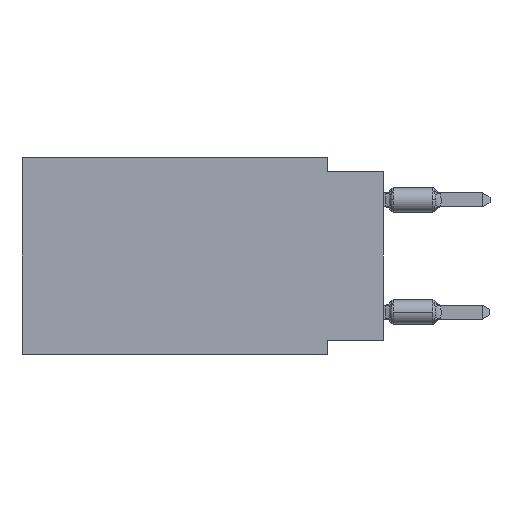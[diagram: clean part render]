
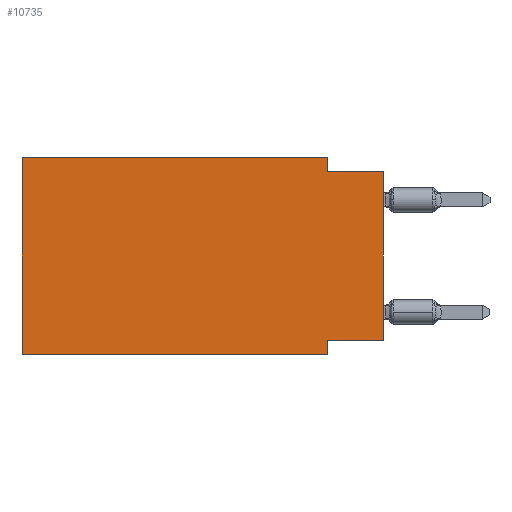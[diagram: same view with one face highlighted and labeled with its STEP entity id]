
A CAD part, left-side view. The second image highlights one B-rep face of the part: STEP entity #10735.
In plain terms, the highlighted planar face has unit normal (-1, 0, 0).
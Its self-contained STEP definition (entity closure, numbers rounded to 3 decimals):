
#133 = DIRECTION ( 'NONE',  ( 0., -1., 0. ) ) ;
#212 = PLANE ( 'NONE',  #10031 ) ;
#587 = VECTOR ( 'NONE', #4577, 1000. ) ;
#633 = VERTEX_POINT ( 'NONE', #13410 ) ;
#926 = CARTESIAN_POINT ( 'NONE',  ( 0., 2.54, -0.635 ) ) ;
#1045 = VECTOR ( 'NONE', #133, 1000. ) ;
#1132 = DIRECTION ( 'NONE',  ( 0., 0., 1. ) ) ;
#1224 = DIRECTION ( 'NONE',  ( 1., 0., 0. ) ) ;
#1307 = ORIENTED_EDGE ( 'NONE', *, *, #9953, .T. ) ;
#1480 = CARTESIAN_POINT ( 'NONE',  ( 0., 16.383, 0. ) ) ;
#1963 = EDGE_LOOP ( 'NONE', ( #1307, #7656, #11344, #12982, #3352, #13447, #15064, #10689 ) ) ;
#2181 = DIRECTION ( 'NONE',  ( 0., 0., 1. ) ) ;
#2312 = CARTESIAN_POINT ( 'NONE',  ( 0., 16.383, 0. ) ) ;
#2402 = CARTESIAN_POINT ( 'NONE',  ( 0., 2.54, -8.89 ) ) ;
#3054 = LINE ( 'NONE', #7727, #14239 ) ;
#3352 = ORIENTED_EDGE ( 'NONE', *, *, #11107, .F. ) ;
#3786 = VERTEX_POINT ( 'NONE', #6853 ) ;
#4542 = LINE ( 'NONE', #14019, #11218 ) ;
#4577 = DIRECTION ( 'NONE',  ( 0., 1., 0. ) ) ;
#5012 = VECTOR ( 'NONE', #13045, 1000. ) ;
#5361 = CARTESIAN_POINT ( 'NONE',  ( 0., 16.383, -8.89 ) ) ;
#5402 = VERTEX_POINT ( 'NONE', #926 ) ;
#6029 = LINE ( 'NONE', #7121, #1045 ) ;
#6040 = FACE_OUTER_BOUND ( 'NONE', #1963, .T. ) ;
#6346 = VECTOR ( 'NONE', #10968, 1000. ) ;
#6556 = EDGE_CURVE ( 'NONE', #5402, #11255, #4542, .T. ) ;
#6768 = EDGE_CURVE ( 'NONE', #10695, #5402, #3054, .T. ) ;
#6853 = CARTESIAN_POINT ( 'NONE',  ( 0., 2.54, -8.89 ) ) ;
#7121 = CARTESIAN_POINT ( 'NONE',  ( 0., 16.383, -8.89 ) ) ;
#7656 = ORIENTED_EDGE ( 'NONE', *, *, #6556, .F. ) ;
#7727 = CARTESIAN_POINT ( 'NONE',  ( 0., 2.54, 0. ) ) ;
#8284 = CARTESIAN_POINT ( 'NONE',  ( 0., 0., -8.255 ) ) ;
#8290 = CARTESIAN_POINT ( 'NONE',  ( 0., 16.383, 0. ) ) ;
#8357 = DIRECTION ( 'NONE',  ( 0., -1., 0. ) ) ;
#8440 = VECTOR ( 'NONE', #2181, 1000. ) ;
#8709 = LINE ( 'NONE', #1480, #6346 ) ;
#9343 = LINE ( 'NONE', #9489, #8440 ) ;
#9489 = CARTESIAN_POINT ( 'NONE',  ( 0., 0., 0. ) ) ;
#9516 = VERTEX_POINT ( 'NONE', #8284 ) ;
#9953 = EDGE_CURVE ( 'NONE', #9516, #11255, #9343, .T. ) ;
#10031 = AXIS2_PLACEMENT_3D ( 'NONE', #2312, #1224, #10794 ) ;
#10563 = EDGE_CURVE ( 'NONE', #9516, #13674, #15300, .T. ) ;
#10689 = ORIENTED_EDGE ( 'NONE', *, *, #10563, .F. ) ;
#10695 = VERTEX_POINT ( 'NONE', #11875 ) ;
#10735 = ADVANCED_FACE ( 'NONE', ( #6040 ), #212, .F. ) ;
#10794 = DIRECTION ( 'NONE',  ( 0., 0., -1. ) ) ;
#10968 = DIRECTION ( 'NONE',  ( 0., -1., 0. ) ) ;
#11107 = EDGE_CURVE ( 'NONE', #11641, #633, #15281, .T. ) ;
#11218 = VECTOR ( 'NONE', #8357, 1000. ) ;
#11255 = VERTEX_POINT ( 'NONE', #11443 ) ;
#11344 = ORIENTED_EDGE ( 'NONE', *, *, #6768, .F. ) ;
#11443 = CARTESIAN_POINT ( 'NONE',  ( 0., 0., -0.635 ) ) ;
#11578 = CARTESIAN_POINT ( 'NONE',  ( 0., 0., -8.255 ) ) ;
#11641 = VERTEX_POINT ( 'NONE', #5361 ) ;
#11875 = CARTESIAN_POINT ( 'NONE',  ( 0., 2.54, 0. ) ) ;
#12982 = ORIENTED_EDGE ( 'NONE', *, *, #15312, .F. ) ;
#13045 = DIRECTION ( 'NONE',  ( 0., 0., -1. ) ) ;
#13410 = CARTESIAN_POINT ( 'NONE',  ( 0., 16.383, 0. ) ) ;
#13447 = ORIENTED_EDGE ( 'NONE', *, *, #13500, .T. ) ;
#13500 = EDGE_CURVE ( 'NONE', #11641, #3786, #6029, .T. ) ;
#13618 = DIRECTION ( 'NONE',  ( 0., 0., -1. ) ) ;
#13674 = VERTEX_POINT ( 'NONE', #14543 ) ;
#13749 = VECTOR ( 'NONE', #1132, 1000. ) ;
#14019 = CARTESIAN_POINT ( 'NONE',  ( 0., 0., -0.635 ) ) ;
#14055 = LINE ( 'NONE', #2402, #5012 ) ;
#14223 = EDGE_CURVE ( 'NONE', #13674, #3786, #14055, .T. ) ;
#14239 = VECTOR ( 'NONE', #13618, 1000. ) ;
#14543 = CARTESIAN_POINT ( 'NONE',  ( 0., 2.54, -8.255 ) ) ;
#15064 = ORIENTED_EDGE ( 'NONE', *, *, #14223, .F. ) ;
#15281 = LINE ( 'NONE', #8290, #13749 ) ;
#15300 = LINE ( 'NONE', #11578, #587 ) ;
#15312 = EDGE_CURVE ( 'NONE', #633, #10695, #8709, .T. ) ;
